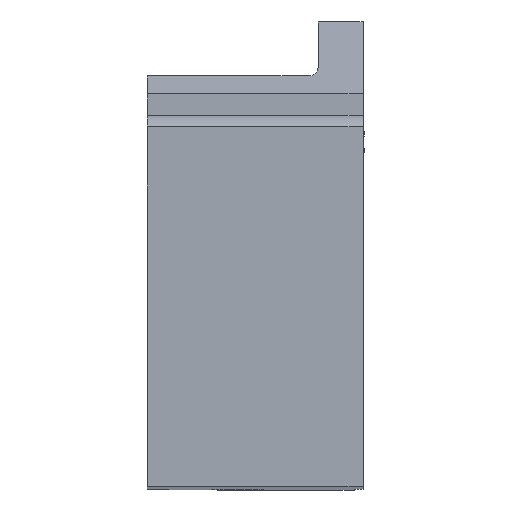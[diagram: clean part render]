
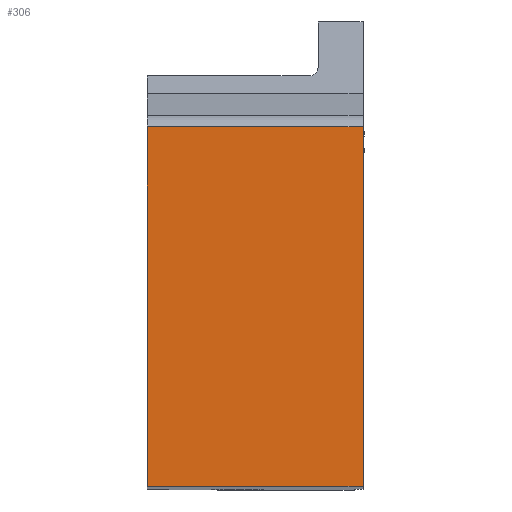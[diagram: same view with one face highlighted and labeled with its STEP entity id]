
A CAD part, top view. The second image highlights one B-rep face of the part: STEP entity #306.
In plain terms, the highlighted planar face has unit normal (0, 0, 1).
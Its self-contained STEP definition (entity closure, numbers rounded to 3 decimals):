
#167=PLANE('',#3964);
#306=ADVANCED_FACE('',(#551),#167,.T.);
#551=FACE_OUTER_BOUND('',#743,.T.);
#743=EDGE_LOOP('',(#1432,#1433,#1434,#1435));
#1432=ORIENTED_EDGE('',*,*,#2681,.T.);
#1433=ORIENTED_EDGE('',*,*,#2682,.F.);
#1434=ORIENTED_EDGE('',*,*,#2680,.T.);
#1435=ORIENTED_EDGE('',*,*,#2683,.T.);
#2187=VERTEX_POINT('',#10557);
#2193=VERTEX_POINT('',#10569);
#2194=VERTEX_POINT('',#10573);
#2195=VERTEX_POINT('',#10574);
#2680=EDGE_CURVE('',#2187,#2193,#3493,.T.);
#2681=EDGE_CURVE('',#2194,#2195,#3494,.T.);
#2682=EDGE_CURVE('',#2187,#2195,#3495,.T.);
#2683=EDGE_CURVE('',#2193,#2194,#3496,.T.);
#3493=LINE('',#10570,#3682);
#3494=LINE('',#10572,#3683);
#3495=LINE('',#10575,#3684);
#3496=LINE('',#10576,#3685);
#3682=VECTOR('',#4378,1.);
#3683=VECTOR('',#4381,1.);
#3684=VECTOR('',#4382,1.);
#3685=VECTOR('',#4383,1.);
#3964=AXIS2_PLACEMENT_3D('',#10577,#4384,#4385);
#4378=DIRECTION('',(0.,-1.,0.));
#4381=DIRECTION('',(0.,1.,0.));
#4382=DIRECTION('',(1.,0.,0.));
#4383=DIRECTION('',(1.,0.,0.));
#4384=DIRECTION('',(0.,0.,1.));
#4385=DIRECTION('',(-1.,0.,0.));
#10557=CARTESIAN_POINT('',(0.,20.,0.));
#10569=CARTESIAN_POINT('',(0.,0.,0.));
#10570=CARTESIAN_POINT('',(0.,20.,0.));
#10572=CARTESIAN_POINT('',(12.,0.,0.));
#10573=CARTESIAN_POINT('',(12.,0.,0.));
#10574=CARTESIAN_POINT('',(12.,20.,0.));
#10575=CARTESIAN_POINT('',(0.,20.,0.));
#10576=CARTESIAN_POINT('',(0.,0.,0.));
#10577=CARTESIAN_POINT('',(6.,10.,0.));
